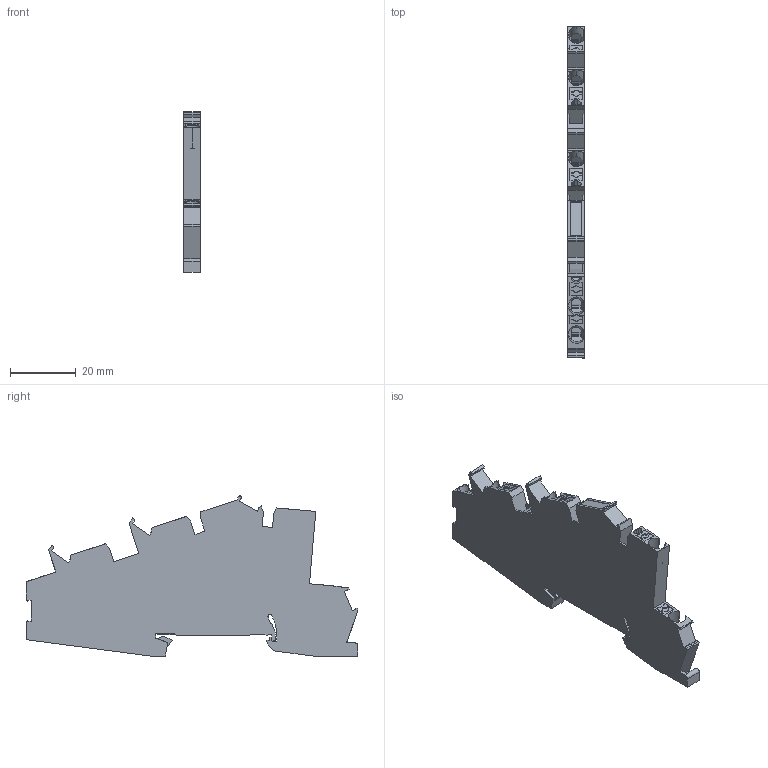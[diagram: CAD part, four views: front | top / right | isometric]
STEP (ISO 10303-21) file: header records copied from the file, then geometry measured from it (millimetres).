
FILE_DESCRIPTION(('STEP AP214'),'1');
FILE_NAME('cctmp_112D0C5D-DEB3-4EC2-A204-4035A0F3CA56_2023_07_24_09_04_06_0626..stp','2023-07-24T07:04:07',('SIEMENS A&D'),('CADClick - www.CADClick.com'),'Spatial InterOp 3D postprocessed',' ','unknown authorization');
FILE_SCHEMA(('AUTOMOTIVE_DESIGN'));
Length unit declared in the file: millimetre
Products named in the file (1): 2023_07_24_09_04_06_0604
Bounding box: 5.15 x 100.9 x 48.7 mm (x, y, z)
Volume: 14689.4 mm3; surface area: 10303.5 mm2
Topology: 1 solids, 1 shells, 395 faces, 1137 edges, 752 vertices
Faces by surface type: plane 295, cylinder 70, extrusion 15, torus 10, cone 5
Entity records: 16368 total; most frequent: CARTESIAN_POINT 4787, ORIENTED_EDGE 2274, DIRECTION 1985, EDGE_CURVE 1137, VECTOR 919, LINE 904, VERTEX_POINT 752, AXIS2_PLACEMENT_3D 533
